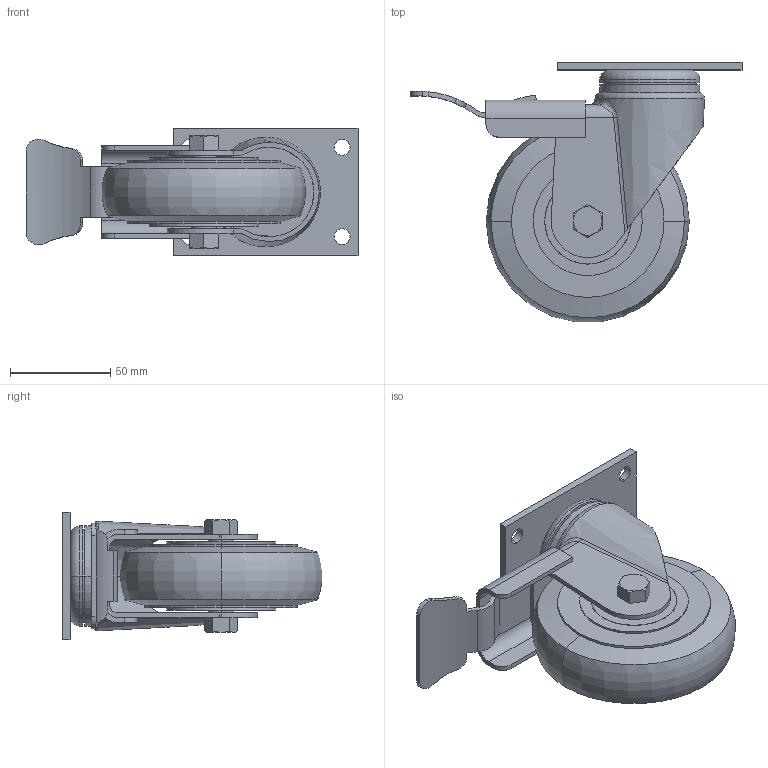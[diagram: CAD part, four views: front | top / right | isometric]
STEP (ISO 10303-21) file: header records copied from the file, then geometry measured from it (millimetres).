
FILE_DESCRIPTION (( 'STEP AP203' ), '1' );
FILE_NAME ('2702T72.step', '2013-01-31T20:35:25', ( '' ), ( '' ), 'SwSTEP 2.0', 'SolidWorks 2010', '' );
FILE_SCHEMA (( 'CONFIG_CONTROL_DESIGN' ));
Length unit declared in the file: inch
Products named in the file (1): 2702T72
Bounding box: 165.7 x 129.7 x 63.5 mm (x, y, z)
Volume: 328334.9 mm3; surface area: 75495.4 mm2
Topology: 3 solids, 3 shells, 155 faces, 375 edges, 238 vertices
Faces by surface type: plane 56, cylinder 47, cone 28, bspline 14, torus 10
Entity records: 5402 total; most frequent: CARTESIAN_POINT 1775, ORIENTED_EDGE 750, DIRECTION 725, EDGE_CURVE 375, AXIS2_PLACEMENT_3D 286, VERTEX_POINT 238, EDGE_LOOP 177, FACE_OUTER_BOUND 155
